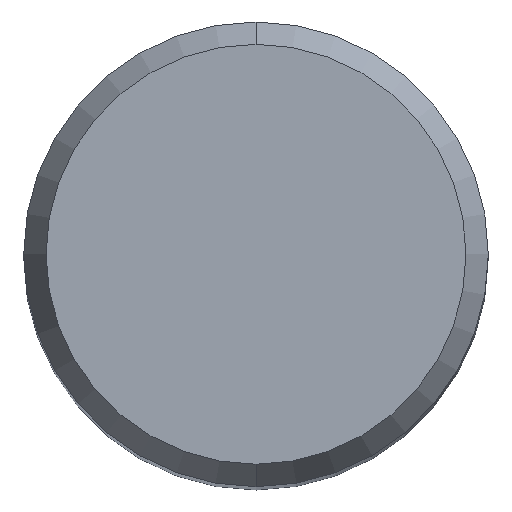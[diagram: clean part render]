
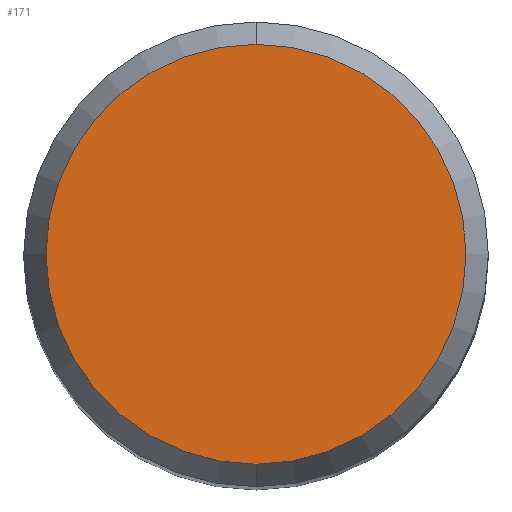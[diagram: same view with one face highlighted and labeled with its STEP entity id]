
A CAD part, top view. The second image highlights one B-rep face of the part: STEP entity #171.
In plain terms, the highlighted planar face has unit normal (0, 0, 1).
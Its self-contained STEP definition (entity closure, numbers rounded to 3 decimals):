
#129=VERTEX_POINT('',#286);
#131=EDGE_CURVE('',#129,#205,#288,.T.);
#171=ADVANCED_FACE('',(#332),#333,.T.);
#195=EDGE_CURVE('',#205,#129,#359,.T.);
#205=VERTEX_POINT('',#369);
#286=CARTESIAN_POINT('',(0.0,4.304,0.0));
#288=CIRCLE('',#458,4.304);
#332=FACE_OUTER_BOUND('',#521,.T.);
#333=PLANE('',#522);
#359=CIRCLE('',#554,4.304);
#369=CARTESIAN_POINT('',(0.,-4.304,0.0));
#458=AXIS2_PLACEMENT_3D('',#660,#661,#662);
#521=EDGE_LOOP('',(#712,#713));
#522=AXIS2_PLACEMENT_3D('',#714,#715,#716);
#554=AXIS2_PLACEMENT_3D('',#743,#744,#745);
#660=CARTESIAN_POINT('',(0.0,0.0,0.0));
#661=DIRECTION('',(0.0,0.0,-1.0));
#662=DIRECTION('',(0.0,1.0,0.0));
#712=ORIENTED_EDGE('',*,*,#131,.F.);
#713=ORIENTED_EDGE('',*,*,#195,.F.);
#714=CARTESIAN_POINT('',(0.0,2.152,0.0));
#715=DIRECTION('',(-0.0,0.0,1.0));
#716=DIRECTION('',(0.0,-1.0,0.0));
#743=CARTESIAN_POINT('',(0.0,0.0,0.0));
#744=DIRECTION('',(0.0,0.0,-1.0));
#745=DIRECTION('',(0.0,1.0,0.0));
